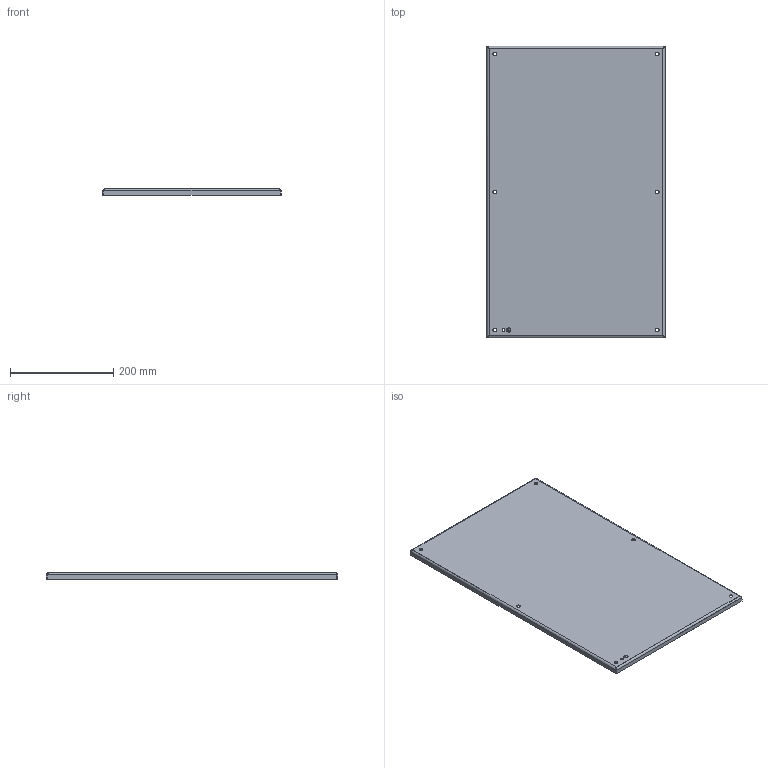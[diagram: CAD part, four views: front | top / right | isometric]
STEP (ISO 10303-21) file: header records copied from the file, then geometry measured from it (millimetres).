
FILE_DESCRIPTION(('CATIA V5 STEP Exchange','CAx-IF Rec.Pracs.--- Model Styling and Organization---1.4--- 2014-01-23'),'2;1');
FILE_NAME ('1532624-7_1_8000110198_8000110198 MOPL KTB 6240.stp','2023-04-20T06:35:04+00:00',('none'),('Weidmueller'),'CATIA Version 5-6 Release 2016 SP3 HF44','CATIA V5 STEP AP214','none');
FILE_SCHEMA(('AUTOMOTIVE_DESIGN { 1 0 10303 214 1 1 1 1 }'));
Length unit declared in the file: millimetre
Products named in the file (1): 8000110198 MOPL KTB 6240
Bounding box: 345 x 565 x 12 mm (x, y, z)
Volume: 316714 mm3; surface area: 425414 mm2
Topology: 1 solids, 1 shells, 77 faces, 187 edges, 117 vertices
Faces by surface type: plane 43, cylinder 26, bspline 8
Entity records: 2628 total; most frequent: CARTESIAN_POINT 800, ORIENTED_EDGE 374, DIRECTION 287, EDGE_CURVE 187, VERTEX_POINT 117, VECTOR 114, LINE 114, AXIS2_PLACEMENT_3D 105
